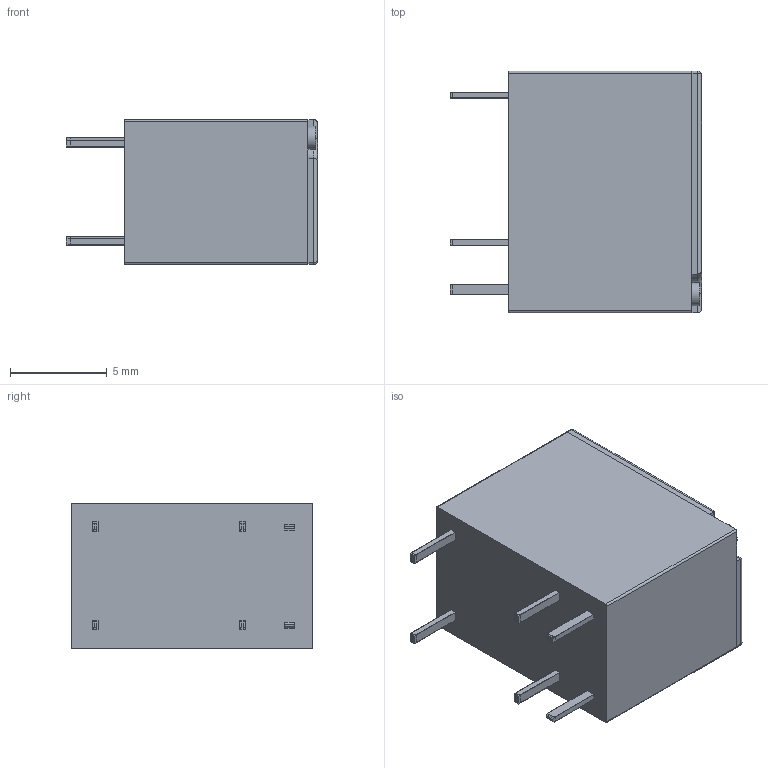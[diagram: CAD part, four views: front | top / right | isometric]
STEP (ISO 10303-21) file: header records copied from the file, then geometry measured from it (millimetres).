
FILE_DESCRIPTION(('FreeCAD Model'),'2;1');
FILE_NAME('Relay_SY-12W.step','2017-09-18T21:52:01',('Author'),(''), 'Open CASCADE STEP processor 6.8','FreeCAD','Unknown');
FILE_SCHEMA(('AUTOMOTIVE_DESIGN_CC2 { 1 2 10303 214 -1 1 5 4 }'));
Length unit declared in the file: millimetre
Products named in the file (20): ASSEMBLY; ShapeString; Fusion; PINC001; PINC002; PINC005; PINC006; PINC009; PINC010; PINB001; PINA002; PINB002; PINA005; PINB005; PINA006; PINB006; PINA009; PINB009; PINA010; PINB010
Assembly tree (19 placements, depth 2):
  ASSEMBLY
    ShapeString
    Fusion
    PINC001
    PINC002
    PINC005
    PINC006
    PINC009
    PINC010
    PINB001
    PINA002
    PINB002
    PINA005
    PINB005
    PINA006
    PINB006
    PINA009
    PINB009
    PINA010
    PINB010
Bounding box: 13.01 x 12.5 x 7.5 mm (x, y, z)
Volume: 941.4 mm3; surface area: 670.9 mm2
Topology: 14 solids, 23 shells, 180 faces, 508 edges, 363 vertices
Faces by surface type: plane 161, cylinder 15, bspline 3, torus 1
Full cylindrical faces by diameter (mm): 1.2 x1
Entity records: 12412 total; most frequent: CARTESIAN_POINT 2552, DIRECTION 1676, LINE 1236, VECTOR 1236, ORIENTED_EDGE 894, PCURVE 894, DEFINITIONAL_REPRESENTATION 894, EDGE_CURVE 505
